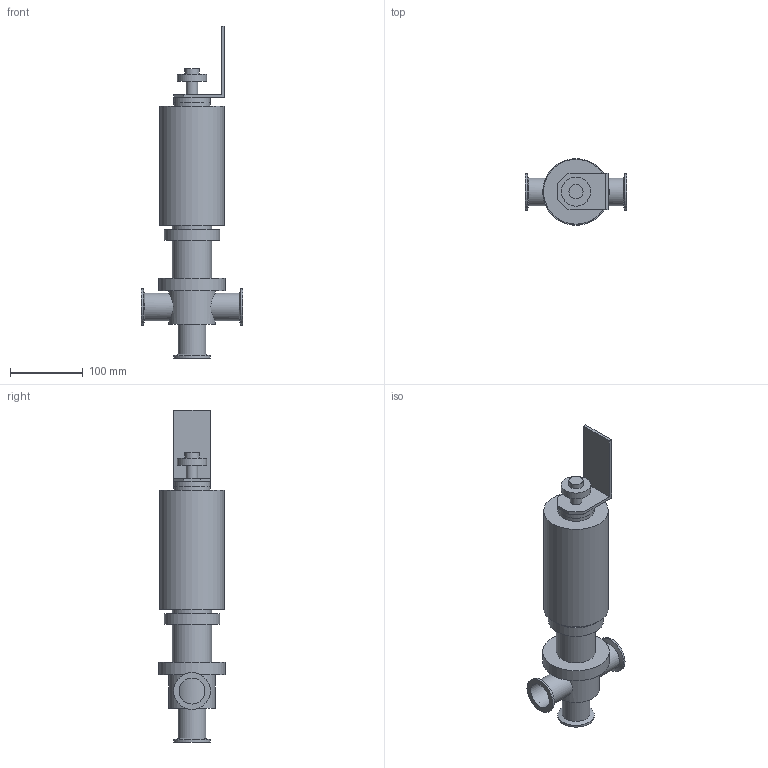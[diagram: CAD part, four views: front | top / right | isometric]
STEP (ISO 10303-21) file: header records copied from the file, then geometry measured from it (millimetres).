
FILE_DESCRIPTION(/* description */ (''),/* implementation_level */ '2;1');
FILE_NAME(/* name */ 'WTC_15.stp',/* time_stamp */ '2021-08-19T17:38:22+09:00',/* author */ ('m'),/* organization */ (''),/* preprocessor_version */ 'ST-DEVELOPER v18.1',/* originating_system */ 'Autodesk Inventor 2021',/* authorisation */ '');
FILE_SCHEMA (('AUTOMOTIVE_DESIGN { 1 0 10303 214 3 1 1 }'));
Length unit declared in the file: millimetre
Products named in the file (3): WTC_15; WT_AUTO; SQLS [SW=0]
Assembly tree (2 placements, depth 2):
  WTC_15
    WT_AUTO
    SQLS [SW=0]
Bounding box: 140 x 91.5 x 456.17 mm (x, y, z)
Volume: 1582985.2 mm3; surface area: 157610.4 mm2
Topology: 2 solids, 2 shells, 52 faces, 98 edges, 63 vertices
Faces by surface type: plane 27, cylinder 22, cone 3
Full cylindrical faces by diameter (mm): 16 x1, 19.5 x1, 35.7 x3, 38.1 x3, 40 x1, 50 x2, 50.5 x3, 54 x2, 64 x1, 76 x1, 89.1 x1, 91.5 x1
Entity records: 1681 total; most frequent: CARTESIAN_POINT 467, DIRECTION 241, ORIENTED_EDGE 196, EDGE_CURVE 98, AXIS2_PLACEMENT_3D 95, EDGE_LOOP 65, VERTEX_POINT 63, FACE_OUTER_BOUND 52
